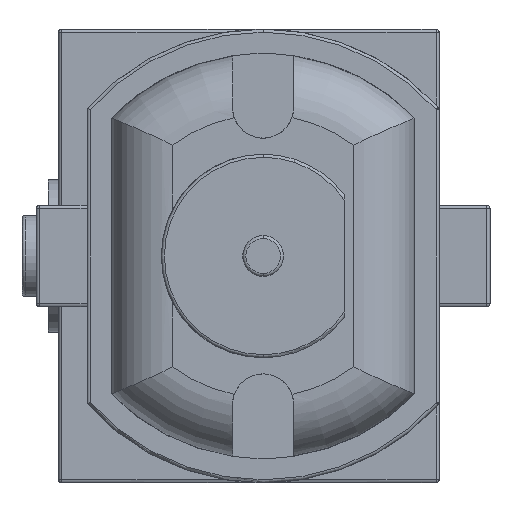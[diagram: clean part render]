
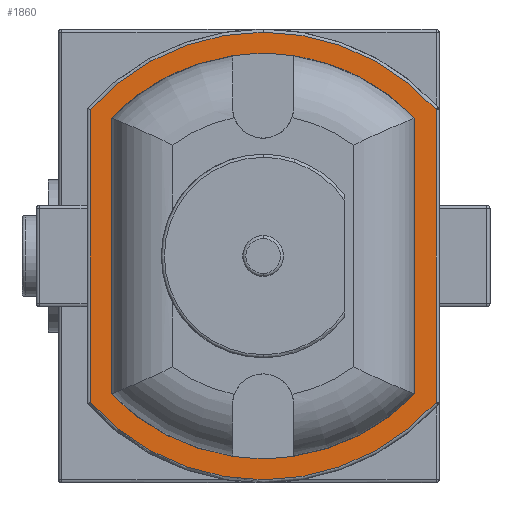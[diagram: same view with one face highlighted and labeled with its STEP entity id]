
A CAD part, left-side view. The second image highlights one B-rep face of the part: STEP entity #1860.
In plain terms, the highlighted planar face has unit normal (-1, 0, 0).
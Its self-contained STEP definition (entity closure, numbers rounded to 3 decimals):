
#73 = VECTOR ( 'NONE', #2612, 1000. ) ;
#119 = VECTOR ( 'NONE', #4693, 1000. ) ;
#129 = AXIS2_PLACEMENT_3D ( 'NONE', #1146, #1583, #2805 ) ;
#139 = CARTESIAN_POINT ( 'NONE',  ( -11.6, 1.2, -4.369 ) ) ;
#149 = CARTESIAN_POINT ( 'NONE',  ( -11.6, 0.15, -11.543 ) ) ;
#175 = LINE ( 'NONE', #149, #3408 ) ;
#223 = ORIENTED_EDGE ( 'NONE', *, *, #927, .T. ) ;
#253 = EDGE_CURVE ( 'NONE', #4624, #903, #1099, .T. ) ;
#279 = EDGE_CURVE ( 'NONE', #4739, #3502, #1361, .T. ) ;
#452 = EDGE_CURVE ( 'NONE', #3792, #3262, #4741, .T. ) ;
#733 = AXIS2_PLACEMENT_3D ( 'NONE', #2080, #2400, #3325 ) ;
#739 = CIRCLE ( 'NONE', #5419, 11.393 ) ;
#903 = VERTEX_POINT ( 'NONE', #1410 ) ;
#927 = EDGE_CURVE ( 'NONE', #1823, #3769, #175, .T. ) ;
#1099 = CIRCLE ( 'NONE', #129, 10.343 ) ;
#1146 = CARTESIAN_POINT ( 'NONE',  ( -11.6, 8.65, -11.543 ) ) ;
#1165 = CARTESIAN_POINT ( 'NONE',  ( -11.6, 8.65, -11.543 ) ) ;
#1228 = CARTESIAN_POINT ( 'NONE',  ( -11.6, 8.65, -0.15 ) ) ;
#1235 = DIRECTION ( 'NONE',  ( 0., 0., 1. ) ) ;
#1310 = EDGE_CURVE ( 'NONE', #3769, #1856, #2389, .T. ) ;
#1361 = CIRCLE ( 'NONE', #3281, 10.343 ) ;
#1410 = CARTESIAN_POINT ( 'NONE',  ( -11.6, 16.1, -4.369 ) ) ;
#1441 = AXIS2_PLACEMENT_3D ( 'NONE', #3092, #3461, #2218 ) ;
#1507 = CARTESIAN_POINT ( 'NONE',  ( -11.6, 16.1, -17.931 ) ) ;
#1583 = DIRECTION ( 'NONE',  ( -1., 0., 0. ) ) ;
#1589 = VERTEX_POINT ( 'NONE', #1723 ) ;
#1723 = CARTESIAN_POINT ( 'NONE',  ( -11.6, 1.2, -17.931 ) ) ;
#1738 = EDGE_CURVE ( 'NONE', #1856, #3792, #739, .T. ) ;
#1762 = CARTESIAN_POINT ( 'NONE',  ( -11.6, 1.2, -4.369 ) ) ;
#1804 = ORIENTED_EDGE ( 'NONE', *, *, #4799, .T. ) ;
#1823 = VERTEX_POINT ( 'NONE', #2881 ) ;
#1856 = VERTEX_POINT ( 'NONE', #1228 ) ;
#1860 = ADVANCED_FACE ( 'NONE', ( #2417, #4949 ), #4982, .T. ) ;
#2020 = EDGE_LOOP ( 'NONE', ( #2950, #1804, #223, #3827, #4707 ) ) ;
#2066 = DIRECTION ( 'NONE',  ( -1., 0., 0. ) ) ;
#2080 = CARTESIAN_POINT ( 'NONE',  ( -11.6, 8.65, -10.757 ) ) ;
#2208 = EDGE_CURVE ( 'NONE', #903, #4739, #4080, .T. ) ;
#2218 = DIRECTION ( 'NONE',  ( 0., 0., 1. ) ) ;
#2289 = CARTESIAN_POINT ( 'NONE',  ( -11.6, 8.65, -11.543 ) ) ;
#2389 = CIRCLE ( 'NONE', #1441, 11.393 ) ;
#2400 = DIRECTION ( 'NONE',  ( -1., 0., 0. ) ) ;
#2412 = ORIENTED_EDGE ( 'NONE', *, *, #4311, .F. ) ;
#2417 = FACE_OUTER_BOUND ( 'NONE', #2020, .T. ) ;
#2419 = ORIENTED_EDGE ( 'NONE', *, *, #2208, .F. ) ;
#2519 = ORIENTED_EDGE ( 'NONE', *, *, #4583, .F. ) ;
#2612 = DIRECTION ( 'NONE',  ( 0., 0., -1. ) ) ;
#2643 = CARTESIAN_POINT ( 'NONE',  ( -11.6, 8.65, -21.1 ) ) ;
#2726 = DIRECTION ( 'NONE',  ( 0., 0., 1. ) ) ;
#2805 = DIRECTION ( 'NONE',  ( 0., 0., 1. ) ) ;
#2881 = CARTESIAN_POINT ( 'NONE',  ( -11.6, 0.15, -18.343 ) ) ;
#2950 = ORIENTED_EDGE ( 'NONE', *, *, #452, .T. ) ;
#3047 = DIRECTION ( 'NONE',  ( 0., 0., 1. ) ) ;
#3072 = DIRECTION ( 'NONE',  ( -1., 0., 0. ) ) ;
#3092 = CARTESIAN_POINT ( 'NONE',  ( -11.6, 8.65, -11.543 ) ) ;
#3098 = CARTESIAN_POINT ( 'NONE',  ( -11.6, 17.15, -18.343 ) ) ;
#3227 = DIRECTION ( 'NONE',  ( -1., 0., 0. ) ) ;
#3262 = VERTEX_POINT ( 'NONE', #3098 ) ;
#3270 = DIRECTION ( 'NONE',  ( 0., 0., -1. ) ) ;
#3271 = CIRCLE ( 'NONE', #4964, 10.343 ) ;
#3281 = AXIS2_PLACEMENT_3D ( 'NONE', #5017, #3227, #1235 ) ;
#3325 = DIRECTION ( 'NONE',  ( 0., 0., 1. ) ) ;
#3408 = VECTOR ( 'NONE', #4780, 1000. ) ;
#3446 = CARTESIAN_POINT ( 'NONE',  ( -11.6, 17.15, -3.9 ) ) ;
#3461 = DIRECTION ( 'NONE',  ( -1., 0., 0. ) ) ;
#3502 = VERTEX_POINT ( 'NONE', #2643 ) ;
#3642 = DIRECTION ( 'NONE',  ( 0., 0., 1. ) ) ;
#3769 = VERTEX_POINT ( 'NONE', #4502 ) ;
#3792 = VERTEX_POINT ( 'NONE', #4229 ) ;
#3827 = ORIENTED_EDGE ( 'NONE', *, *, #1310, .T. ) ;
#3914 = LINE ( 'NONE', #139, #119 ) ;
#4056 = CARTESIAN_POINT ( 'NONE',  ( -11.6, 16.1, -4.369 ) ) ;
#4080 = LINE ( 'NONE', #4056, #4807 ) ;
#4183 = ORIENTED_EDGE ( 'NONE', *, *, #279, .F. ) ;
#4229 = CARTESIAN_POINT ( 'NONE',  ( -11.6, 17.15, -3.957 ) ) ;
#4311 = EDGE_CURVE ( 'NONE', #3502, #1589, #3271, .T. ) ;
#4350 = CIRCLE ( 'NONE', #733, 11.393 ) ;
#4502 = CARTESIAN_POINT ( 'NONE',  ( -11.6, 0.15, -3.957 ) ) ;
#4525 = AXIS2_PLACEMENT_3D ( 'NONE', #1165, #2066, #3642 ) ;
#4572 = EDGE_LOOP ( 'NONE', ( #2519, #2412, #4183, #2419, #4965 ) ) ;
#4583 = EDGE_CURVE ( 'NONE', #1589, #4624, #3914, .T. ) ;
#4624 = VERTEX_POINT ( 'NONE', #1762 ) ;
#4693 = DIRECTION ( 'NONE',  ( 0., 0., 1. ) ) ;
#4707 = ORIENTED_EDGE ( 'NONE', *, *, #1738, .T. ) ;
#4739 = VERTEX_POINT ( 'NONE', #1507 ) ;
#4741 = LINE ( 'NONE', #3446, #73 ) ;
#4780 = DIRECTION ( 'NONE',  ( 0., 0., 1. ) ) ;
#4799 = EDGE_CURVE ( 'NONE', #3262, #1823, #4350, .T. ) ;
#4807 = VECTOR ( 'NONE', #3270, 1000. ) ;
#4897 = DIRECTION ( 'NONE',  ( -1., 0., 0. ) ) ;
#4949 = FACE_BOUND ( 'NONE', #4572, .T. ) ;
#4964 = AXIS2_PLACEMENT_3D ( 'NONE', #5174, #3072, #3047 ) ;
#4965 = ORIENTED_EDGE ( 'NONE', *, *, #253, .F. ) ;
#4982 = PLANE ( 'NONE',  #4525 ) ;
#5017 = CARTESIAN_POINT ( 'NONE',  ( -11.6, 8.65, -10.757 ) ) ;
#5174 = CARTESIAN_POINT ( 'NONE',  ( -11.6, 8.65, -10.757 ) ) ;
#5419 = AXIS2_PLACEMENT_3D ( 'NONE', #2289, #4897, #2726 ) ;
